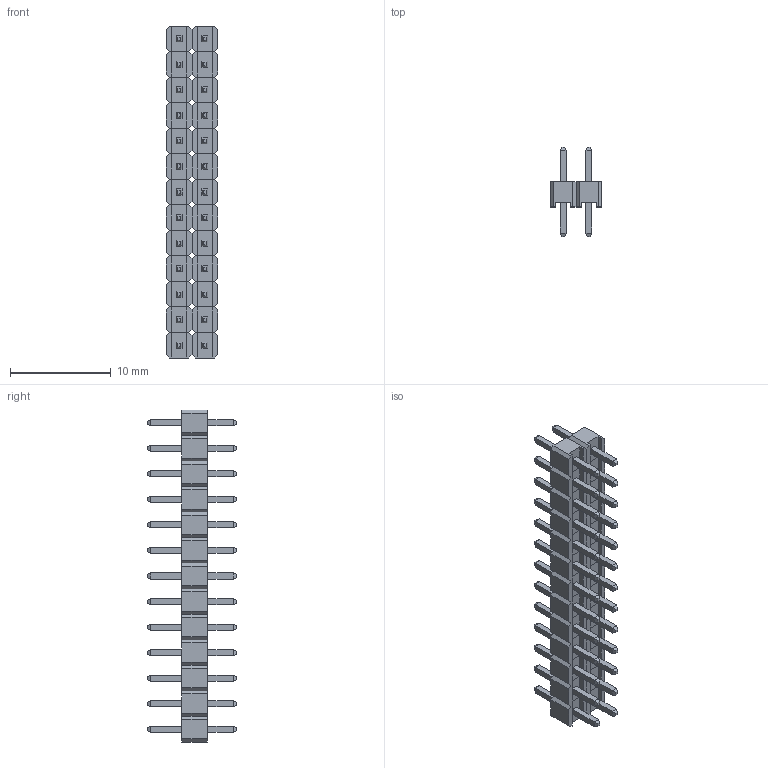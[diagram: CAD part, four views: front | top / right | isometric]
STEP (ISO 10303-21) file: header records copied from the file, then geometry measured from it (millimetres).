
FILE_DESCRIPTION (( 'STEP AP214' ), '1' );
FILE_NAME ('Pin Header Header 26 Way.STEP', '2025-06-30T14:10:08', ( '' ), ( '' ), 'SwSTEP 2.0', 'SolidWorks 2025', '' );
FILE_SCHEMA (( 'AUTOMOTIVE_DESIGN' ));
Length unit declared in the file: millimetre
Products named in the file (1): Pin Header Header 26 Way
Bounding box: 5.08 x 8.88 x 33.02 mm (x, y, z)
Volume: 421.9 mm3; surface area: 1360.6 mm2
Topology: 26 solids, 26 shells, 832 faces, 1976 edges, 1248 vertices
Faces by surface type: plane 832
Entity records: 32596 total; most frequent: CARTESIAN_POINT 4057, ORIENTED_EDGE 3952, DIRECTION 3642, EDGE_CURVE 1976, VECTOR 1976, LINE 1976, VERTEX_POINT 1248, EDGE_LOOP 884
